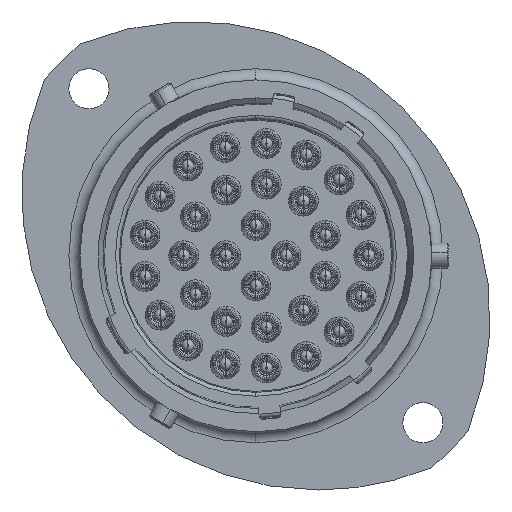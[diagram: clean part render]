
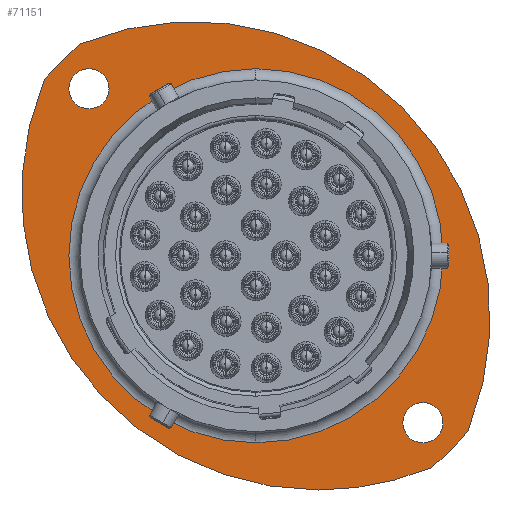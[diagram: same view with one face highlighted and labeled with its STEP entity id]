
A CAD part, left-side view. The second image highlights one B-rep face of the part: STEP entity #71151.
In plain terms, the highlighted planar face has unit normal (-1, 0, 0).
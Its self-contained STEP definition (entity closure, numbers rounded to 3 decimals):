
#480 = EDGE_CURVE ( 'NONE', #36804, #27561, #39490, .T. ) ;
#1760 = DIRECTION ( 'NONE',  ( 0., 0., -1. ) ) ;
#1853 = VERTEX_POINT ( 'NONE', #24907 ) ;
#1970 = FACE_BOUND ( 'NONE', #38789, .T. ) ;
#3824 = DIRECTION ( 'NONE',  ( 0., 0., -1. ) ) ;
#3871 = AXIS2_PLACEMENT_3D ( 'NONE', #60362, #28212, #42423 ) ;
#5347 = EDGE_LOOP ( 'NONE', ( #75779, #9677 ) ) ;
#5604 = CARTESIAN_POINT ( 'NONE',  ( 15.98, -13.506, -13.506 ) ) ;
#6277 = CARTESIAN_POINT ( 'NONE',  ( 15.98, 17.138, 14.19 ) ) ;
#6865 = CARTESIAN_POINT ( 'NONE',  ( 15.98, 13.506, 13.506 ) ) ;
#7079 = VERTEX_POINT ( 'NONE', #66412 ) ;
#7871 = CIRCLE ( 'NONE', #9739, 1.625 ) ;
#8237 = DIRECTION ( 'NONE',  ( -1., 0., 0. ) ) ;
#9457 = ORIENTED_EDGE ( 'NONE', *, *, #28333, .F. ) ;
#9677 = ORIENTED_EDGE ( 'NONE', *, *, #30335, .T. ) ;
#9739 = AXIS2_PLACEMENT_3D ( 'NONE', #6865, #76995, #70550 ) ;
#10133 = VERTEX_POINT ( 'NONE', #76123 ) ;
#10848 = CARTESIAN_POINT ( 'NONE',  ( 15.98, 5.056, -5.056 ) ) ;
#11093 = CARTESIAN_POINT ( 'NONE',  ( 15.98, -5.056, 5.056 ) ) ;
#11862 = DIRECTION ( 'NONE',  ( 1., 0., 0. ) ) ;
#12670 = CARTESIAN_POINT ( 'NONE',  ( 15.98, -13.506, -11.881 ) ) ;
#12902 = AXIS2_PLACEMENT_3D ( 'NONE', #11093, #24847, #30509 ) ;
#12993 = DIRECTION ( 'NONE',  ( 0., 0., -1. ) ) ;
#16904 = EDGE_CURVE ( 'NONE', #26825, #36804, #36725, .T. ) ;
#16951 = PLANE ( 'NONE',  #40384 ) ;
#17193 = CARTESIAN_POINT ( 'NONE',  ( 15.98, 0., 0. ) ) ;
#17904 = DIRECTION ( 'NONE',  ( -1., 0., 0. ) ) ;
#21236 = CIRCLE ( 'NONE', #79221, 1.625 ) ;
#21982 = AXIS2_PLACEMENT_3D ( 'NONE', #81251, #17904, #56803 ) ;
#22167 = FACE_BOUND ( 'NONE', #77225, .T. ) ;
#23624 = CIRCLE ( 'NONE', #23855, 1.625 ) ;
#23855 = AXIS2_PLACEMENT_3D ( 'NONE', #5604, #31260, #30977 ) ;
#24011 = EDGE_CURVE ( 'NONE', #31124, #80858, #66650, .T. ) ;
#24518 = DIRECTION ( 'NONE',  ( 0., 0., -1. ) ) ;
#24847 = DIRECTION ( 'NONE',  ( -1., 0., 0. ) ) ;
#24907 = CARTESIAN_POINT ( 'NONE',  ( 15.98, 0., 15.13 ) ) ;
#26825 = VERTEX_POINT ( 'NONE', #40702 ) ;
#27561 = VERTEX_POINT ( 'NONE', #66979 ) ;
#27574 = AXIS2_PLACEMENT_3D ( 'NONE', #51392, #83128, #12993 ) ;
#28212 = DIRECTION ( 'NONE',  ( 1., 0., 0. ) ) ;
#28333 = EDGE_CURVE ( 'NONE', #10133, #48810, #60972, .T. ) ;
#28683 = VERTEX_POINT ( 'NONE', #74422 ) ;
#30335 = EDGE_CURVE ( 'NONE', #1853, #28683, #82897, .T. ) ;
#30509 = DIRECTION ( 'NONE',  ( 0., 0., -1. ) ) ;
#30544 = DIRECTION ( 'NONE',  ( -1., 0., 0. ) ) ;
#30977 = DIRECTION ( 'NONE',  ( 0., 0., -1. ) ) ;
#31124 = VERTEX_POINT ( 'NONE', #70596 ) ;
#31260 = DIRECTION ( 'NONE',  ( -1., 0., 0. ) ) ;
#32150 = CIRCLE ( 'NONE', #27574, 24. ) ;
#34478 = CARTESIAN_POINT ( 'NONE',  ( 15.98, 13.506, 13.506 ) ) ;
#36725 = CIRCLE ( 'NONE', #54779, 22.25 ) ;
#36804 = VERTEX_POINT ( 'NONE', #6277 ) ;
#37162 = DIRECTION ( 'NONE',  ( -1., 0., 0. ) ) ;
#37441 = DIRECTION ( 'NONE',  ( 0., 0., -1. ) ) ;
#38789 = EDGE_LOOP ( 'NONE', ( #56953, #75353 ) ) ;
#39419 = ORIENTED_EDGE ( 'NONE', *, *, #16904, .T. ) ;
#39490 = CIRCLE ( 'NONE', #12902, 24. ) ;
#40384 = AXIS2_PLACEMENT_3D ( 'NONE', #42940, #43212, #56680 ) ;
#40702 = CARTESIAN_POINT ( 'NONE',  ( 15.98, 14.19, 17.138 ) ) ;
#42423 = DIRECTION ( 'NONE',  ( 0., 0., -1. ) ) ;
#42624 = EDGE_CURVE ( 'NONE', #7079, #67402, #21236, .T. ) ;
#42909 = EDGE_CURVE ( 'NONE', #28683, #1853, #56548, .T. ) ;
#42940 = CARTESIAN_POINT ( 'NONE',  ( 15.98, 14.23, 0. ) ) ;
#43172 = DIRECTION ( 'NONE',  ( -1., 0., 0. ) ) ;
#43212 = DIRECTION ( 'NONE',  ( 1., 0., 0. ) ) ;
#43504 = AXIS2_PLACEMENT_3D ( 'NONE', #10848, #30544, #3824 ) ;
#47457 = ORIENTED_EDGE ( 'NONE', *, *, #480, .T. ) ;
#48810 = VERTEX_POINT ( 'NONE', #12670 ) ;
#50234 = AXIS2_PLACEMENT_3D ( 'NONE', #63155, #11862, #24518 ) ;
#51392 = CARTESIAN_POINT ( 'NONE',  ( 15.98, -5.056, 5.056 ) ) ;
#54779 = AXIS2_PLACEMENT_3D ( 'NONE', #17193, #43172, #61714 ) ;
#55211 = EDGE_CURVE ( 'NONE', #80858, #26825, #66970, .T. ) ;
#56548 = CIRCLE ( 'NONE', #50234, 15.13 ) ;
#56680 = DIRECTION ( 'NONE',  ( 0., 0., -1. ) ) ;
#56803 = DIRECTION ( 'NONE',  ( 0., 0., 1. ) ) ;
#56953 = ORIENTED_EDGE ( 'NONE', *, *, #63905, .F. ) ;
#59845 = EDGE_LOOP ( 'NONE', ( #47457, #70507, #79467, #64952, #39419 ) ) ;
#60362 = CARTESIAN_POINT ( 'NONE',  ( 15.98, 0., 0. ) ) ;
#60972 = CIRCLE ( 'NONE', #77476, 1.625 ) ;
#61714 = DIRECTION ( 'NONE',  ( 0., 0., 1. ) ) ;
#62752 = CARTESIAN_POINT ( 'NONE',  ( 15.98, -13.506, -13.506 ) ) ;
#63155 = CARTESIAN_POINT ( 'NONE',  ( 15.98, 0., 0. ) ) ;
#63495 = FACE_OUTER_BOUND ( 'NONE', #59845, .T. ) ;
#63905 = EDGE_CURVE ( 'NONE', #67402, #7079, #7871, .T. ) ;
#64952 = ORIENTED_EDGE ( 'NONE', *, *, #55211, .T. ) ;
#66412 = CARTESIAN_POINT ( 'NONE',  ( 15.98, 13.506, 15.131 ) ) ;
#66650 = CIRCLE ( 'NONE', #21982, 22.25 ) ;
#66970 = CIRCLE ( 'NONE', #43504, 24. ) ;
#66979 = CARTESIAN_POINT ( 'NONE',  ( 15.98, -5.056, -18.944 ) ) ;
#67402 = VERTEX_POINT ( 'NONE', #71344 ) ;
#69309 = CARTESIAN_POINT ( 'NONE',  ( 15.98, -17.138, -14.19 ) ) ;
#70507 = ORIENTED_EDGE ( 'NONE', *, *, #77873, .T. ) ;
#70550 = DIRECTION ( 'NONE',  ( 0., 0., -1. ) ) ;
#70596 = CARTESIAN_POINT ( 'NONE',  ( 15.98, -14.19, -17.138 ) ) ;
#71032 = ORIENTED_EDGE ( 'NONE', *, *, #78395, .F. ) ;
#71151 = ADVANCED_FACE ( 'NONE', ( #1970, #22167, #78560, #63495 ), #16951, .F. ) ;
#71344 = CARTESIAN_POINT ( 'NONE',  ( 15.98, 13.506, 11.881 ) ) ;
#74422 = CARTESIAN_POINT ( 'NONE',  ( 15.98, 0., -15.13 ) ) ;
#75353 = ORIENTED_EDGE ( 'NONE', *, *, #42624, .F. ) ;
#75779 = ORIENTED_EDGE ( 'NONE', *, *, #42909, .T. ) ;
#76123 = CARTESIAN_POINT ( 'NONE',  ( 15.98, -13.506, -15.131 ) ) ;
#76995 = DIRECTION ( 'NONE',  ( -1., 0., 0. ) ) ;
#77225 = EDGE_LOOP ( 'NONE', ( #9457, #71032 ) ) ;
#77476 = AXIS2_PLACEMENT_3D ( 'NONE', #62752, #37162, #37441 ) ;
#77873 = EDGE_CURVE ( 'NONE', #27561, #31124, #32150, .T. ) ;
#78395 = EDGE_CURVE ( 'NONE', #48810, #10133, #23624, .T. ) ;
#78560 = FACE_BOUND ( 'NONE', #5347, .T. ) ;
#79221 = AXIS2_PLACEMENT_3D ( 'NONE', #34478, #8237, #1760 ) ;
#79467 = ORIENTED_EDGE ( 'NONE', *, *, #24011, .T. ) ;
#80858 = VERTEX_POINT ( 'NONE', #69309 ) ;
#81251 = CARTESIAN_POINT ( 'NONE',  ( 15.98, 0., 0. ) ) ;
#82897 = CIRCLE ( 'NONE', #3871, 15.13 ) ;
#83128 = DIRECTION ( 'NONE',  ( -1., 0., 0. ) ) ;
